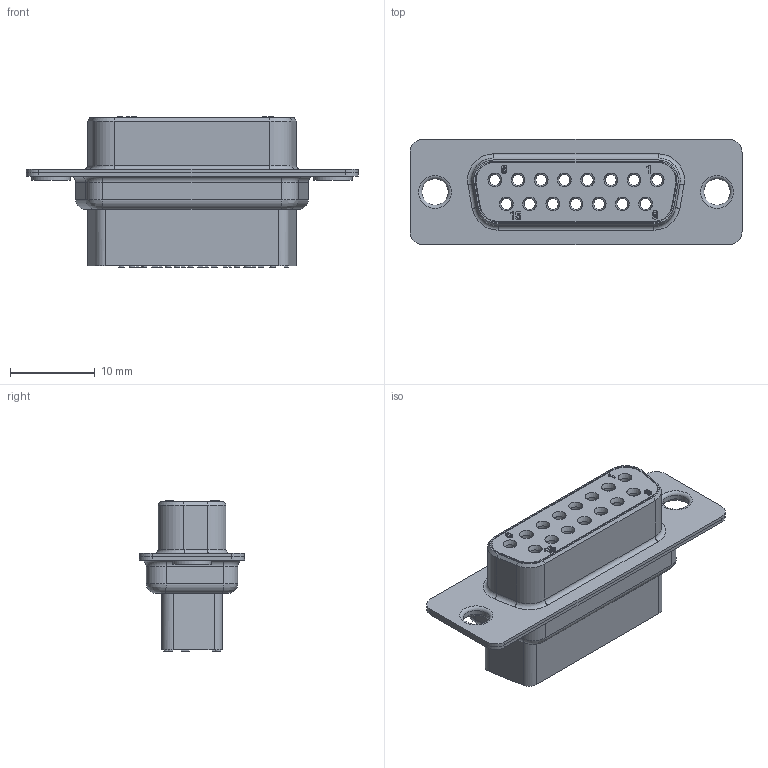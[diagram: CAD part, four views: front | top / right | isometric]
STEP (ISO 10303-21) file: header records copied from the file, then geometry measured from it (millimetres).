
FILE_DESCRIPTION(/* description */ ('DTS15SX'),/* implementation_level */ '2;1');
FILE_NAME(/* name */ 'K050128.stp',/* time_stamp */ '2021-06-17T07:17:52+02:00',/* author */ ('martin.rickli'),/* organization */ (''),/* preprocessor_version */ 'ST-DEVELOPER v18.1',/* originating_system */ 'Autodesk Inventor 2020',/* authorisation */ '');
FILE_SCHEMA (('AUTOMOTIVE_DESIGN { 1 0 10303 214 3 1 1 }'));
Length unit declared in the file: millimetre
Products named in the file (4): K050128; N00670_BG; R+B00153_BG; R+B00144_BG
Assembly tree (3 placements, depth 2):
  K050128
    N00670_BG
    R+B00153_BG
    R+B00144_BG
Bounding box: 39.2 x 12.4 x 17.75 mm (x, y, z)
Volume: 2545.9 mm3; surface area: 5783.5 mm2
Topology: 3 solids, 3 shells, 483 faces, 1214 edges, 796 vertices
Faces by surface type: plane 270, cylinder 126, bspline 44, torus 24, cone 19
Full cylindrical faces by diameter (mm): 0.242 x2, 0.281 x2, 1.3 x15, 2.3 x15, 3.1 x2, 3.9 x2, 4.06 x2, 4.6 x2
Entity records: 18079 total; most frequent: CARTESIAN_POINT 6123, DIRECTION 2434, ORIENTED_EDGE 2428, EDGE_CURVE 1214, AXIS2_PLACEMENT_3D 825, VERTEX_POINT 796, LINE 784, VECTOR 784
